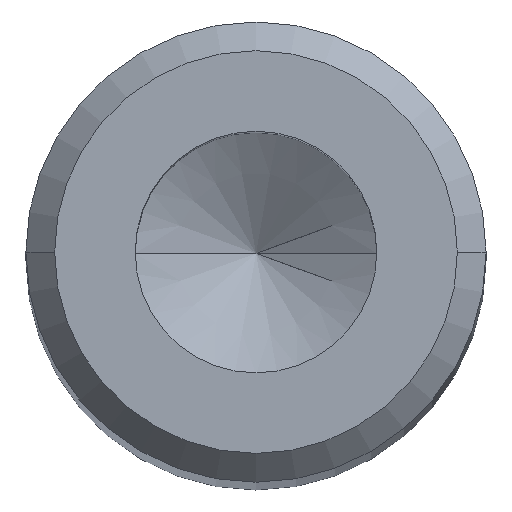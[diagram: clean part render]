
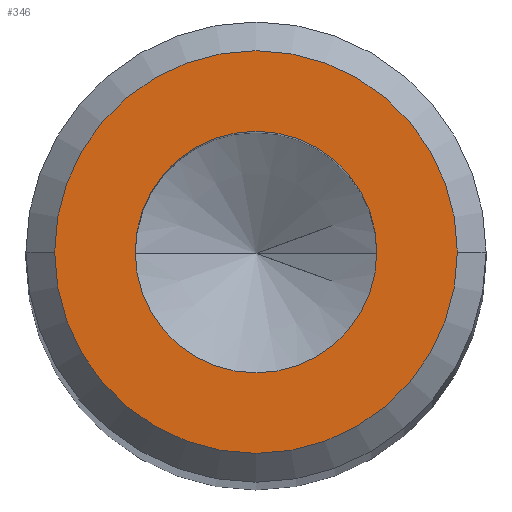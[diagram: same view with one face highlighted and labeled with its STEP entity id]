
A CAD part, top view. The second image highlights one B-rep face of the part: STEP entity #346.
In plain terms, the highlighted planar face has unit normal (0, 0, 1).
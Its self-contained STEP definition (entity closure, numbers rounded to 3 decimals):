
#5 = VERTEX_POINT ( 'NONE', #496 ) ;
#11 = DIRECTION ( 'NONE',  ( 0., 0., 1. ) ) ;
#23 = VERTEX_POINT ( 'NONE', #134 ) ;
#32 = FACE_BOUND ( 'NONE', #551, .T. ) ;
#36 = EDGE_CURVE ( 'NONE', #473, #76, #260, .T. ) ;
#52 = CARTESIAN_POINT ( 'NONE',  ( -3.5, 0., 0. ) ) ;
#65 = CIRCLE ( 'NONE', #324, 2.1 ) ;
#76 = VERTEX_POINT ( 'NONE', #52 ) ;
#83 = CIRCLE ( 'NONE', #398, 3.5 ) ;
#90 = DIRECTION ( 'NONE',  ( 0., 0., 1. ) ) ;
#92 = EDGE_LOOP ( 'NONE', ( #467, #156 ) ) ;
#111 = AXIS2_PLACEMENT_3D ( 'NONE', #244, #201, #238 ) ;
#134 = CARTESIAN_POINT ( 'NONE',  ( 2.1, 0., 0. ) ) ;
#156 = ORIENTED_EDGE ( 'NONE', *, *, #36, .T. ) ;
#175 = FACE_OUTER_BOUND ( 'NONE', #92, .T. ) ;
#195 = DIRECTION ( 'NONE',  ( 1., 0., 0. ) ) ;
#201 = DIRECTION ( 'NONE',  ( 0., 0., 1. ) ) ;
#210 = EDGE_CURVE ( 'NONE', #5, #23, #500, .T. ) ;
#211 = DIRECTION ( 'NONE',  ( 1., 0., 0. ) ) ;
#227 = DIRECTION ( 'NONE',  ( 0., 0., 1. ) ) ;
#232 = CARTESIAN_POINT ( 'NONE',  ( 0., 0., 0. ) ) ;
#238 = DIRECTION ( 'NONE',  ( 1., 0., 0. ) ) ;
#244 = CARTESIAN_POINT ( 'NONE',  ( 0., 0., 0. ) ) ;
#248 = ORIENTED_EDGE ( 'NONE', *, *, #469, .F. ) ;
#260 = CIRCLE ( 'NONE', #381, 3.5 ) ;
#279 = CARTESIAN_POINT ( 'NONE',  ( 3.5, 0., 0. ) ) ;
#280 = CARTESIAN_POINT ( 'NONE',  ( 0., 0., 0. ) ) ;
#324 = AXIS2_PLACEMENT_3D ( 'NONE', #232, #11, #195 ) ;
#346 = ADVANCED_FACE ( 'NONE', ( #32, #175 ), #536, .T. ) ;
#381 = AXIS2_PLACEMENT_3D ( 'NONE', #280, #90, #503 ) ;
#385 = DIRECTION ( 'NONE',  ( 0., 0., 1. ) ) ;
#386 = ORIENTED_EDGE ( 'NONE', *, *, #210, .F. ) ;
#398 = AXIS2_PLACEMENT_3D ( 'NONE', #403, #227, #520 ) ;
#403 = CARTESIAN_POINT ( 'NONE',  ( 0., 0., 0. ) ) ;
#411 = EDGE_CURVE ( 'NONE', #76, #473, #83, .T. ) ;
#467 = ORIENTED_EDGE ( 'NONE', *, *, #411, .T. ) ;
#469 = EDGE_CURVE ( 'NONE', #23, #5, #65, .T. ) ;
#473 = VERTEX_POINT ( 'NONE', #279 ) ;
#496 = CARTESIAN_POINT ( 'NONE',  ( -2.1, 0., 0. ) ) ;
#500 = CIRCLE ( 'NONE', #111, 2.1 ) ;
#503 = DIRECTION ( 'NONE',  ( 1., 0., 0. ) ) ;
#508 = AXIS2_PLACEMENT_3D ( 'NONE', #582, #385, #211 ) ;
#520 = DIRECTION ( 'NONE',  ( 1., 0., 0. ) ) ;
#536 = PLANE ( 'NONE',  #508 ) ;
#551 = EDGE_LOOP ( 'NONE', ( #248, #386 ) ) ;
#582 = CARTESIAN_POINT ( 'NONE',  ( 0., 0., 0. ) ) ;
